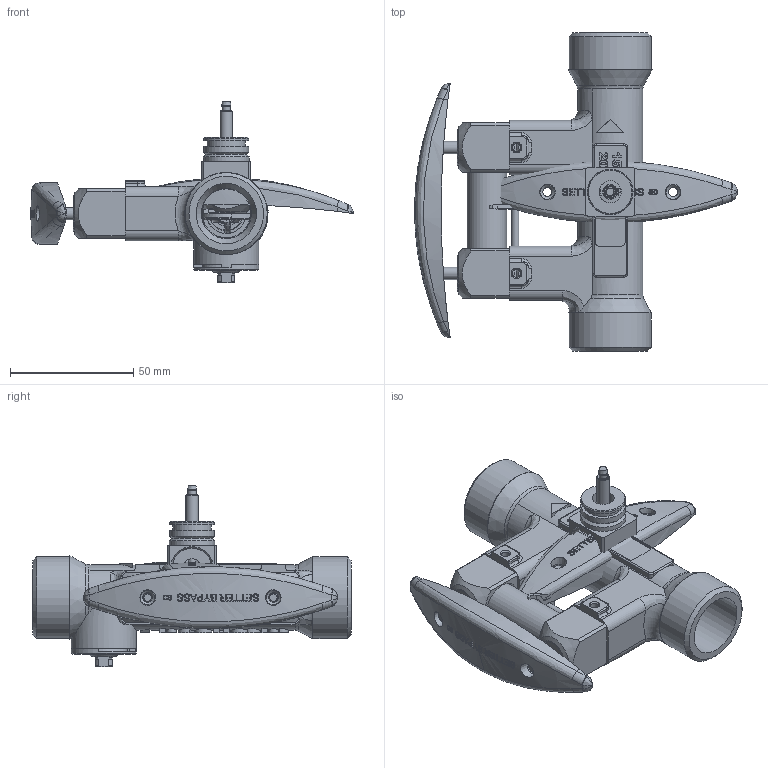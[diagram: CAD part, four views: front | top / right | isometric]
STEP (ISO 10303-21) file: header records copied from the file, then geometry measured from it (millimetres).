
FILE_DESCRIPTION( ( 'Unknown' ), '1' );
FILE_NAME( 'Setter BP SD AG DN15-20.stp', 'Unknown', ( 'Unknown' ), ( 'Unknown' ), 'PSStep 10.0', 'Unknown', ' ' );
FILE_SCHEMA( ( 'automotive_design' ) );
Length unit declared in the file: millimetre
Products named in the file (13): Assem1; 3-4944c; 3-4975d; 4-5437b; 4-4936eart.nr.206962; O-Ring 12,42x1,78 zu Setter BP SD DN15 kpl.; 3-5434c; 3-5434c-oa0; 1-5517; 4-4966f; 3-4939g; 4-5435b; 4-4976g
Bounding box: 130.76 x 129 x 73.7 mm (x, y, z)
Volume: 169580.3 mm3; surface area: 108945.3 mm2
Topology: 27 solids, 27 shells, 1565 faces, 3845 edges, 2489 vertices
Faces by surface type: plane 691, cylinder 418, cone 130, extrusion 128, torus 105, sphere 49, bspline 44
Full cylindrical faces by diameter (mm): 1 x2, 2.922 x4, 3 x2, 3.1 x6, 3.3 x7, 3.6 x4, 3.8 x3, 3.896 x4, 5 x10, 5.2 x2, 5.4 x2, 5.8 x4, 5.9 x2, 6 x3, 6.957 x4, 7.5 x4, 8 x4, 8.5 x6, 9 x4, 9.7 x4, 9.95 x2, 10 x4, 12 x2, 13 x7, 13.4 x7, 15.6 x4, 15.8 x2, 16 x2, 16.1 x11, 17 x4
Entity records: 30716 total; most frequent: CARTESIAN_POINT 11092, DIRECTION 3511, ORIENTED_EDGE 3288, EDGE_CURVE 1644, AXIS2_PLACEMENT_3D 1398, VERTEX_POINT 1149, EDGE_LOOP 1040, FACE_OUTER_BOUND 864
